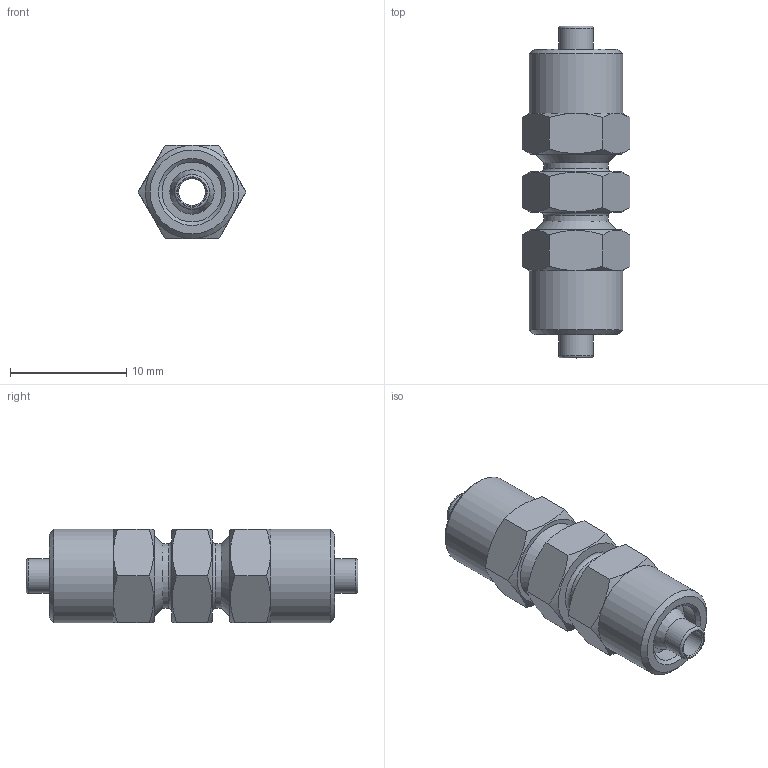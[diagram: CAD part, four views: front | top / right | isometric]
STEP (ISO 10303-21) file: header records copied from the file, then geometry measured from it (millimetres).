
FILE_DESCRIPTION( ( 'STEP AP214' ), '1' );
FILE_NAME( '02049020.stp', '2021-04-19T12:50:01', ( 'License CC BY-ND 4.0' ), ( 'CADENAS' ), ' ', 'PARTsolutions', ' ' );
FILE_SCHEMA( ( 'AUTOMOTIVE_DESIGN { 1 0 10303 214 1 1 1 1 }' ) );
Length unit declared in the file: millimetre
Products named in the file (1): NONE
Bounding box: 9.24 x 28.5 x 8 mm (x, y, z)
Volume: 1080.1 mm3; surface area: 1119.3 mm2
Topology: 1 solids, 1 shells, 68 faces, 151 edges, 93 vertices
Faces by surface type: plane 28, cone 25, cylinder 11, torus 4
Full cylindrical faces by diameter (mm): 2.3 x1, 3 x2, 3.8 x1, 3.9 x1, 5.15 x2, 5.5 x2, 8 x2
Entity records: 2360 total; most frequent: CARTESIAN_POINT 489, DIRECTION 250, ORIENTED_EDGE 242, EDGE_CURVE 121, AXIS2_PLACEMENT_3D 116, EDGE_LOOP 106, VERTEX_POINT 91, FACE_OUTER_BOUND 83
